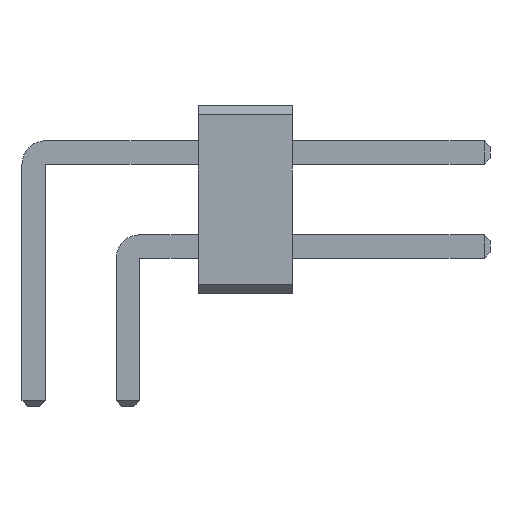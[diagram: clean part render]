
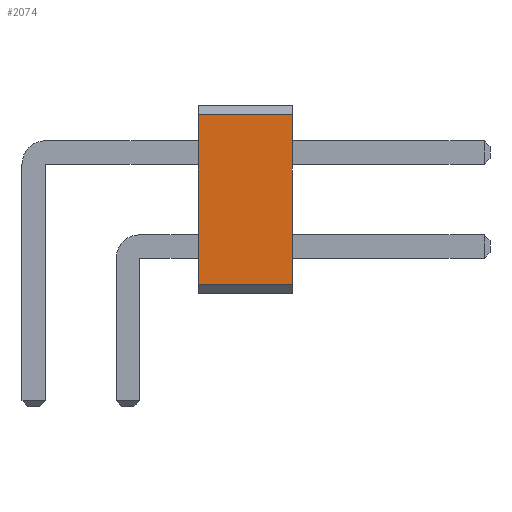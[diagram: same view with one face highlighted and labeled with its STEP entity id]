
A CAD part, front view. The second image highlights one B-rep face of the part: STEP entity #2074.
In plain terms, the highlighted planar face has unit normal (0, -1, 0).
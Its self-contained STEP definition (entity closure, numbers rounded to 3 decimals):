
#262 = VERTEX_POINT('',#263);
#263 = CARTESIAN_POINT('',(3.5,-11.,3.8));
#269 = EDGE_CURVE('',#270,#262,#272,.T.);
#270 = VERTEX_POINT('',#271);
#271 = CARTESIAN_POINT('',(3.5,-11.,0.2));
#272 = LINE('',#273,#274);
#273 = CARTESIAN_POINT('',(3.5,-11.,0.2));
#274 = VECTOR('',#275,1.);
#275 = DIRECTION('',(0.,0.,1.));
#959 = VERTEX_POINT('',#960);
#960 = CARTESIAN_POINT('',(5.5,-11.,3.8));
#966 = EDGE_CURVE('',#967,#959,#969,.T.);
#967 = VERTEX_POINT('',#968);
#968 = CARTESIAN_POINT('',(5.5,-11.,0.2));
#969 = LINE('',#970,#971);
#970 = CARTESIAN_POINT('',(5.5,-11.,0.2));
#971 = VECTOR('',#972,1.);
#972 = DIRECTION('',(0.,0.,1.));
#2046 = EDGE_CURVE('',#270,#967,#2047,.T.);
#2047 = LINE('',#2048,#2049);
#2048 = CARTESIAN_POINT('',(3.5,-11.,0.2));
#2049 = VECTOR('',#2050,1.);
#2050 = DIRECTION('',(1.,0.,0.));
#2074 = ADVANCED_FACE('',(#2075),#2086,.T.);
#2075 = FACE_BOUND('',#2076,.T.);
#2076 = EDGE_LOOP('',(#2077,#2078,#2079,#2085));
#2077 = ORIENTED_EDGE('',*,*,#2046,.T.);
#2078 = ORIENTED_EDGE('',*,*,#966,.T.);
#2079 = ORIENTED_EDGE('',*,*,#2080,.F.);
#2080 = EDGE_CURVE('',#262,#959,#2081,.T.);
#2081 = LINE('',#2082,#2083);
#2082 = CARTESIAN_POINT('',(3.5,-11.,3.8));
#2083 = VECTOR('',#2084,1.);
#2084 = DIRECTION('',(1.,0.,0.));
#2085 = ORIENTED_EDGE('',*,*,#269,.F.);
#2086 = PLANE('',#2087);
#2087 = AXIS2_PLACEMENT_3D('',#2088,#2089,#2090);
#2088 = CARTESIAN_POINT('',(3.5,-11.,0.2));
#2089 = DIRECTION('',(0.,-1.,0.));
#2090 = DIRECTION('',(0.,0.,1.));
